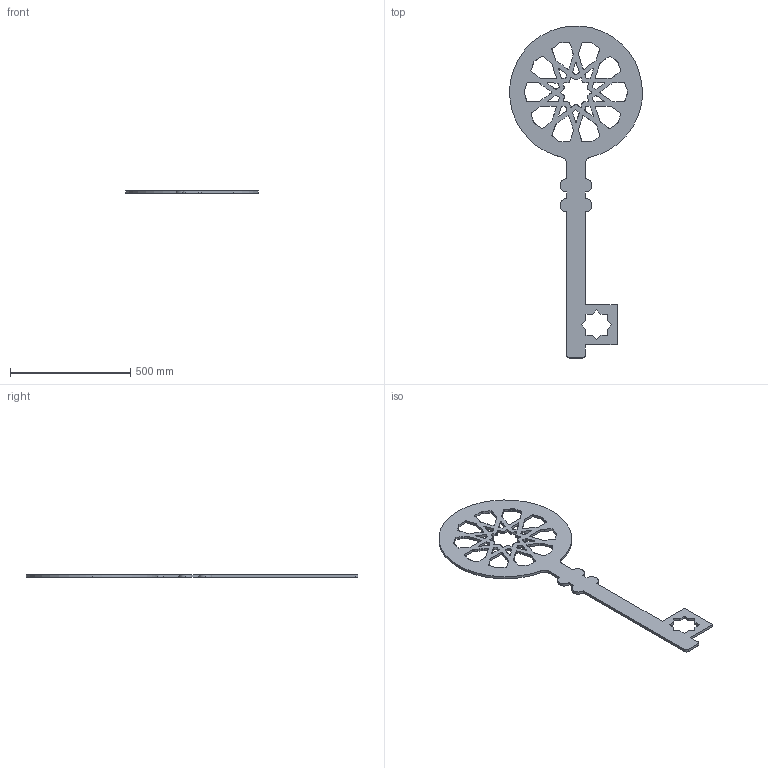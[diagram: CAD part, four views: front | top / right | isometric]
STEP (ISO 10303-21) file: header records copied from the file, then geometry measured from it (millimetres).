
FILE_DESCRIPTION(('FreeCAD Model'),'2;1');
FILE_NAME('Open CASCADE Shape Model','2025-05-04T03:05:05',('FreeCAD'),( 'FreeCAD'),'Open CASCADE STEP processor 7.6','FreeCAD','Unknown');
FILE_SCHEMA(('AUTOMOTIVE_DESIGN { 1 0 10303 214 1 1 1 1 }'));
Products named in the file (1): Open CASCADE STEP translator 7.6 1
Bounding box: 553.2 x 1382.23 x 11.06 mm (x, y, z)
Volume: 2649572.6 mm3; surface area: 578299.9 mm2
Topology: 1 solids, 1 shells, 2024 faces, 6066 edges, 4044 vertices
Faces by surface type: bspline 2024
Entity records: 60820 total; most frequent: CARTESIAN_POINT 24353, ORIENTED_EDGE 12132, EDGE_CURVE 6066, B_SPLINE_CURVE_WITH_KNOTS 6038, VERTEX_POINT 4044, FACE_BOUND 2068, EDGE_LOOP 2068, ADVANCED_FACE 2024
